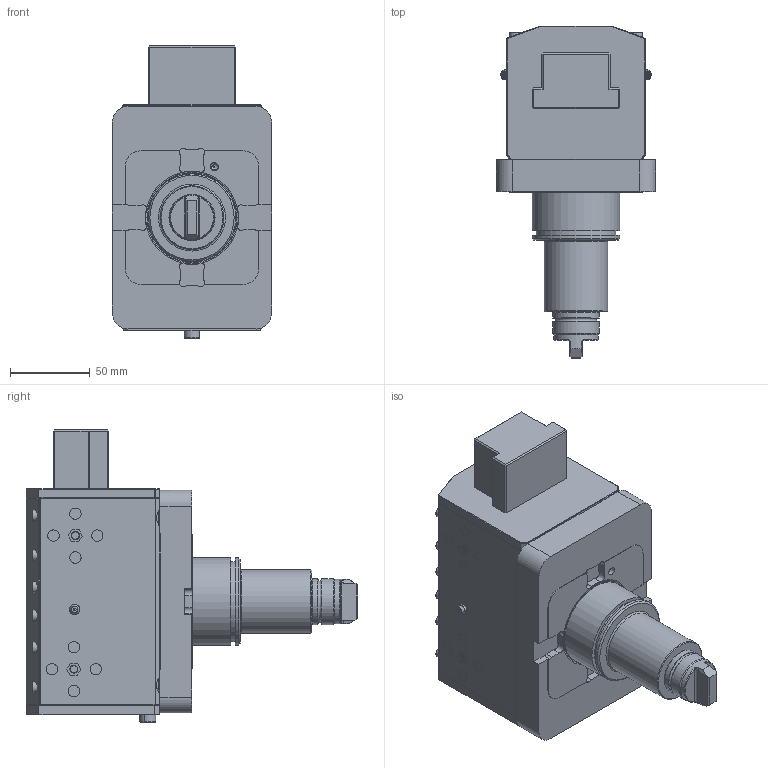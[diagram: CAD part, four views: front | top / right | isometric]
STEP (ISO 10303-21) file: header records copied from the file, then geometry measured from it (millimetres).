
FILE_DESCRIPTION (( 'STEP AP214' ), '1' );
FILE_NAME ('RRPSTH35131UT55P.STEP', '2025-11-13T14:32:22', ( '' ), ( '' ), 'SwSTEP 2.0', 'SolidWorks 2023', '' );
FILE_SCHEMA (( 'AUTOMOTIVE_DESIGN' ));
Length unit declared in the file: millimetre
Products named in the file (1): RRPSTH35131UT55P
Bounding box: 100 x 208.5 x 183.83 mm (x, y, z)
Volume: 1490518.5 mm3; surface area: 112609.8 mm2
Topology: 1 solids, 6 shells, 898 faces, 2251 edges, 1439 vertices
Faces by surface type: plane 485, cylinder 147, cone 122, bspline 107, torus 33, sphere 4
Full cylindrical faces by diameter (mm): 1.7 x1, 2.1 x1, 5 x1, 6.366 x1, 12 x4, 28 x1, 29 x2, 40 x1, 50.2 x1, 55 x3
Entity records: 36164 total; most frequent: CARTESIAN_POINT 11763, ORIENTED_EDGE 4436, DIRECTION 3959, EDGE_CURVE 2218, VERTEX_POINT 1430, LINE 1387, VECTOR 1387, AXIS2_PLACEMENT_3D 1286
